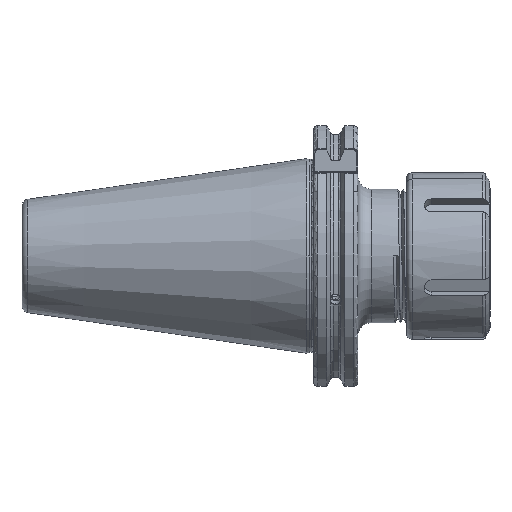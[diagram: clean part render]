
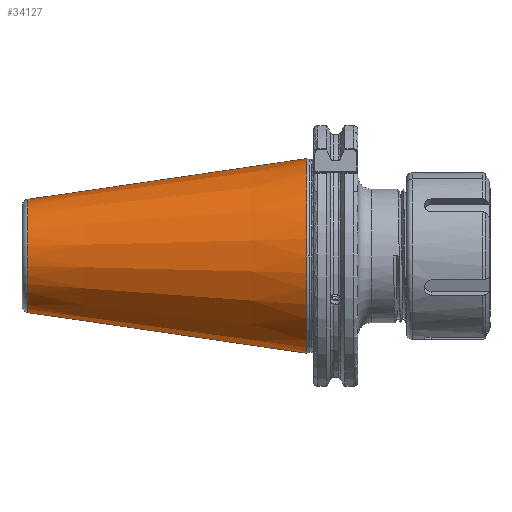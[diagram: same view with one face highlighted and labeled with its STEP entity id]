
A CAD part, front view. The second image highlights one B-rep face of the part: STEP entity #34127.
In plain terms, the highlighted conical face has half-angle 8.297 degrees and reference radius 35.392 mm.
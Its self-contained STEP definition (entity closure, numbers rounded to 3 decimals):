
#3407 = DIRECTION ( 'NONE',  ( 1., 0., 0. ) ) ;
#3417 = CARTESIAN_POINT ( 'NONE',  ( 0., 0., 0. ) ) ;
#3418 = DIRECTION ( 'NONE',  ( 0., 0., -1. ) ) ;
#4036 = AXIS2_PLACEMENT_3D ( 'NONE', #3417, #3407, #3418 ) ;
#4149 = AXIS2_PLACEMENT_3D ( 'NONE', #27560, #27549, #27578 ) ;
#14124 = EDGE_CURVE ( 'NONE', #34832, #34978, #28938, .T. ) ;
#14126 = EDGE_CURVE ( 'NONE', #35019, #35008, #28398, .T. ) ;
#14195 = AXIS2_PLACEMENT_3D ( 'NONE', #39216, #39214, #39196 ) ;
#14198 = AXIS2_PLACEMENT_3D ( 'NONE', #39206, #39207, #39209 ) ;
#16291 = CARTESIAN_POINT ( 'NONE',  ( -102.811, 0., 20.399 ) ) ;
#17762 = CARTESIAN_POINT ( 'NONE',  ( -102.811, 0., -20.399 ) ) ;
#17773 = CARTESIAN_POINT ( 'NONE',  ( -2.5, 0., -35.027 ) ) ;
#19021 = CARTESIAN_POINT ( 'NONE',  ( -2.5, -35.027, 0. ) ) ;
#19706 = CARTESIAN_POINT ( 'NONE',  ( -2.5, 0., 35.027 ) ) ;
#27102 = DIRECTION ( 'NONE',  ( 0.99, 0., -0.144 ) ) ;
#27118 = CARTESIAN_POINT ( 'NONE',  ( 0., 0., -35.392 ) ) ;
#27184 = CARTESIAN_POINT ( 'NONE',  ( 0., 0., 35.392 ) ) ;
#27186 = DIRECTION ( 'NONE',  ( 0.99, 0., 0.144 ) ) ;
#27549 = DIRECTION ( 'NONE',  ( 1., 0., 0. ) ) ;
#27560 = CARTESIAN_POINT ( 'NONE',  ( -2.5, 0., 0. ) ) ;
#27578 = DIRECTION ( 'NONE',  ( 0., 1., 0. ) ) ;
#28398 = CIRCLE ( 'NONE', #14198, 20.399 ) ;
#28440 = EDGE_LOOP ( 'NONE', ( #32739, #32737, #32761, #32764, #32730 ) ) ;
#28938 = CIRCLE ( 'NONE', #14195, 35.027 ) ;
#32730 = ORIENTED_EDGE ( 'NONE', *, *, #39119, .F. ) ;
#32737 = ORIENTED_EDGE ( 'NONE', *, *, #14126, .T. ) ;
#32739 = ORIENTED_EDGE ( 'NONE', *, *, #39105, .F. ) ;
#32761 = ORIENTED_EDGE ( 'NONE', *, *, #39093, .T. ) ;
#32764 = ORIENTED_EDGE ( 'NONE', *, *, #14124, .F. ) ;
#34127 = ADVANCED_FACE ( 'NONE', ( #37401 ), #37366, .T. ) ;
#34832 = VERTEX_POINT ( 'NONE', #19021 ) ;
#34978 = VERTEX_POINT ( 'NONE', #17773 ) ;
#35008 = VERTEX_POINT ( 'NONE', #17762 ) ;
#35019 = VERTEX_POINT ( 'NONE', #16291 ) ;
#35046 = VERTEX_POINT ( 'NONE', #19706 ) ;
#36775 = VECTOR ( 'NONE', #27102, 1000. ) ;
#36779 = LINE ( 'NONE', #27184, #36780 ) ;
#36780 = VECTOR ( 'NONE', #27186, 1000. ) ;
#36782 = LINE ( 'NONE', #27118, #36775 ) ;
#36810 = CIRCLE ( 'NONE', #4149, 35.027 ) ;
#37366 = CONICAL_SURFACE ( 'NONE', #4036, 35.392, 0.145 ) ;
#37401 = FACE_OUTER_BOUND ( 'NONE', #28440, .T. ) ;
#39093 = EDGE_CURVE ( 'NONE', #35008, #34978, #36782, .T. ) ;
#39105 = EDGE_CURVE ( 'NONE', #35019, #35046, #36779, .T. ) ;
#39119 = EDGE_CURVE ( 'NONE', #35046, #34832, #36810, .T. ) ;
#39196 = DIRECTION ( 'NONE',  ( 0., 1., 0. ) ) ;
#39206 = CARTESIAN_POINT ( 'NONE',  ( -102.811, 0., 0. ) ) ;
#39207 = DIRECTION ( 'NONE',  ( 1., 0., 0. ) ) ;
#39209 = DIRECTION ( 'NONE',  ( 0., 0., 1. ) ) ;
#39214 = DIRECTION ( 'NONE',  ( 1., 0., 0. ) ) ;
#39216 = CARTESIAN_POINT ( 'NONE',  ( -2.5, 0., 0. ) ) ;
